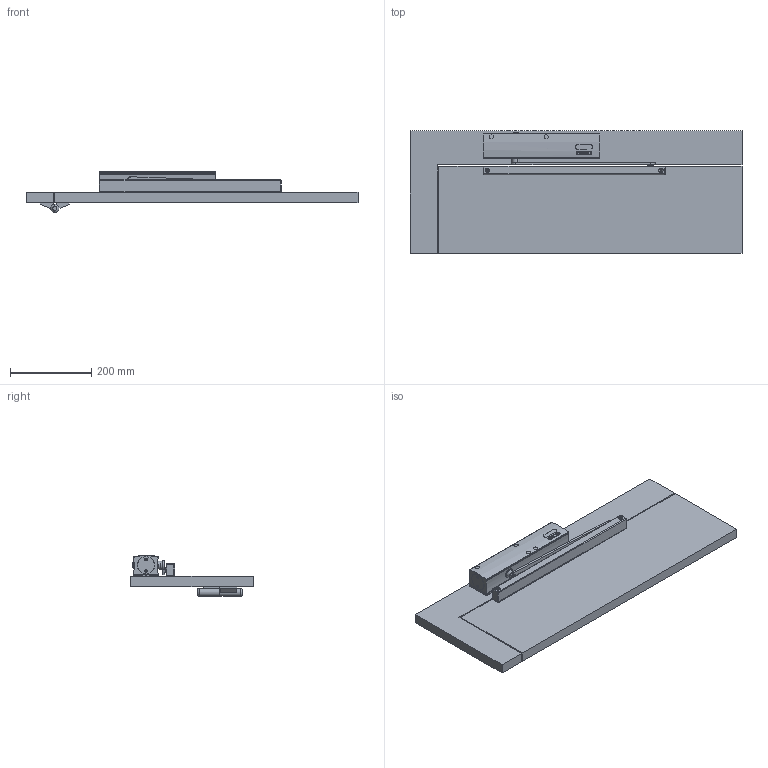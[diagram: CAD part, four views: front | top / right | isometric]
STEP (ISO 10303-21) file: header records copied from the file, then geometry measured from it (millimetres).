
FILE_DESCRIPTION(('CoCreate Modeling STEP Export'),'2;1');
FILE_NAME('20520-K-010_M_Montageplatte.stp','2011-04-26T13:32:19',(''),(''),'CoCreate Modeling STEP processor for AP214 (Solid Model)','CoCreate Modeling 17.0B 09-Oct-2010 (C) Parametric Technology GmbH','');
FILE_SCHEMA(('AUTOMOTIVE_DESIGN { 1 0 10303 214 1 1 1 1 }'));
Length unit declared in the file: millimetre
Products named in the file (12): 20520-2-2170; 20510-2-2036_EZ1.1; 20521-6-0930_02; 20521-2-0200; 20520-2-0203; TS5000; Fluegel; Rahmen; K_Einbau_TS5000; MONTAGEPLATTE_TS4000_TS5000; 91420A330.2; TS5000_20520-K-003
Assembly tree (14 placements, depth 3):
  TS5000_20520-K-003
    91420A330.2  x4
    MONTAGEPLATTE_TS4000_TS5000
    K_Einbau_TS5000
      Rahmen
      Fluegel
    TS5000
      20520-2-0203
      20521-2-0200
      20521-6-0930_02
      20510-2-2036_EZ1.1
      20520-2-2170
Bounding box: 819.5 x 303.4 x 100.93 mm (x, y, z)
Volume: 7231574.3 mm3; surface area: 832127.7 mm2
Topology: 12 solids, 14 shells, 3792 faces, 10208 edges, 6558 vertices
Faces by surface type: plane 2081, cylinder 851, cone 561, extrusion 178, torus 79, bspline 42
Entity records: 117956 total; most frequent: CARTESIAN_POINT 41544, ORIENTED_EDGE 16646, DIRECTION 14023, EDGE_CURVE 8323, VECTOR 6475, LINE 6297, VERTEX_POINT 5424, AXIS2_PLACEMENT_3D 3774
